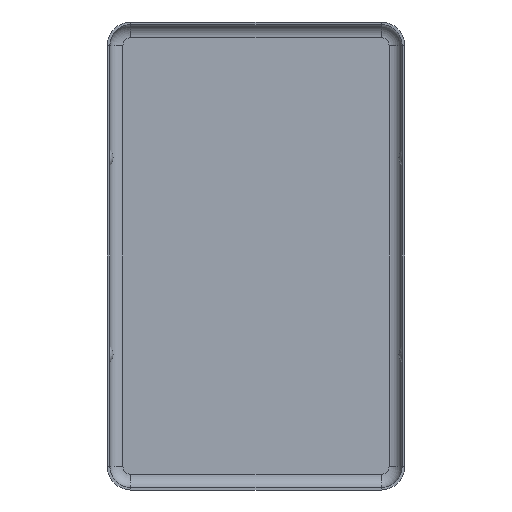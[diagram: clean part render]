
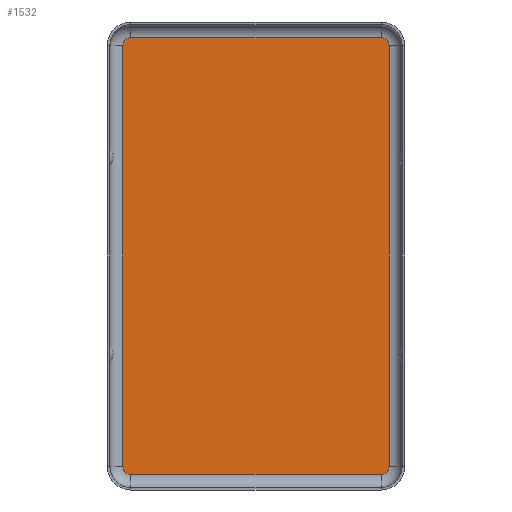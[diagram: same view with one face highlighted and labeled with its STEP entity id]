
A CAD part, front view. The second image highlights one B-rep face of the part: STEP entity #1532.
In plain terms, the highlighted planar face has unit normal (0, -1, 0).
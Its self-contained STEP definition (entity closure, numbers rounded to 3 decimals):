
#34 = CARTESIAN_POINT ( 'NONE',  ( 9.55, 0., 16.65 ) ) ;
#39 = CARTESIAN_POINT ( 'NONE',  ( -9.55, 0., 16.65 ) ) ;
#71 = EDGE_CURVE ( 'NONE', #1354, #1562, #256, .T. ) ;
#83 = LINE ( 'NONE', #1494, #710 ) ;
#88 = CIRCLE ( 'NONE', #1239, 0.6 ) ;
#94 = CARTESIAN_POINT ( 'NONE',  ( 9.55, 0., -16.05 ) ) ;
#112 = CARTESIAN_POINT ( 'NONE',  ( 9.55, 0., 16.65 ) ) ;
#115 = EDGE_CURVE ( 'NONE', #1230, #1582, #1241, .T. ) ;
#116 = LINE ( 'NONE', #112, #901 ) ;
#147 = CARTESIAN_POINT ( 'NONE',  ( -9.55, 0., 16.05 ) ) ;
#256 = CIRCLE ( 'NONE', #531, 0.6 ) ;
#257 = VERTEX_POINT ( 'NONE', #34 ) ;
#296 = VECTOR ( 'NONE', #931, 1000. ) ;
#297 = EDGE_CURVE ( 'NONE', #1582, #1167, #88, .T. ) ;
#301 = DIRECTION ( 'NONE',  ( 0., 0., -1. ) ) ;
#354 = DIRECTION ( 'NONE',  ( 0., 0., 1. ) ) ;
#360 = CARTESIAN_POINT ( 'NONE',  ( 9.55, 0., -16.65 ) ) ;
#373 = CARTESIAN_POINT ( 'NONE',  ( -10.15, 0., 16.05 ) ) ;
#376 = DIRECTION ( 'NONE',  ( 0., -1., 0. ) ) ;
#468 = DIRECTION ( 'NONE',  ( 0., 1., 0. ) ) ;
#492 = FACE_OUTER_BOUND ( 'NONE', #1448, .T. ) ;
#526 = CARTESIAN_POINT ( 'NONE',  ( 9.55, 0., -16.05 ) ) ;
#530 = DIRECTION ( 'NONE',  ( 0., 0., -1. ) ) ;
#531 = AXIS2_PLACEMENT_3D ( 'NONE', #147, #1270, #530 ) ;
#543 = AXIS2_PLACEMENT_3D ( 'NONE', #526, #1543, #1539 ) ;
#564 = VECTOR ( 'NONE', #1285, 1000. ) ;
#568 = EDGE_CURVE ( 'NONE', #1167, #1299, #886, .T. ) ;
#622 = EDGE_CURVE ( 'NONE', #850, #1299, #1566, .T. ) ;
#640 = CARTESIAN_POINT ( 'NONE',  ( 10.15, 0., 0. ) ) ;
#645 = CARTESIAN_POINT ( 'NONE',  ( 10.15, 0., -16.05 ) ) ;
#656 = AXIS2_PLACEMENT_3D ( 'NONE', #910, #913, #301 ) ;
#661 = PLANE ( 'NONE',  #543 ) ;
#710 = VECTOR ( 'NONE', #862, 1000. ) ;
#745 = CARTESIAN_POINT ( 'NONE',  ( -9.55, 0., -16.65 ) ) ;
#805 = ORIENTED_EDGE ( 'NONE', *, *, #297, .F. ) ;
#850 = VERTEX_POINT ( 'NONE', #1598 ) ;
#862 = DIRECTION ( 'NONE',  ( 0., 0., -1. ) ) ;
#872 = DIRECTION ( 'NONE',  ( 0., 0., 1. ) ) ;
#886 = LINE ( 'NONE', #909, #296 ) ;
#901 = VECTOR ( 'NONE', #1123, 1000. ) ;
#909 = CARTESIAN_POINT ( 'NONE',  ( 9.55, 0., -16.65 ) ) ;
#910 = CARTESIAN_POINT ( 'NONE',  ( 9.55, 0., 16.05 ) ) ;
#913 = DIRECTION ( 'NONE',  ( 0., -1., 0. ) ) ;
#931 = DIRECTION ( 'NONE',  ( -1., 0., 0. ) ) ;
#963 = EDGE_CURVE ( 'NONE', #1354, #850, #83, .T. ) ;
#997 = ORIENTED_EDGE ( 'NONE', *, *, #622, .T. ) ;
#1051 = ORIENTED_EDGE ( 'NONE', *, *, #115, .F. ) ;
#1088 = ORIENTED_EDGE ( 'NONE', *, *, #963, .T. ) ;
#1095 = CARTESIAN_POINT ( 'NONE',  ( 10.15, 0., 16.05 ) ) ;
#1123 = DIRECTION ( 'NONE',  ( -1., 0., 0. ) ) ;
#1156 = ORIENTED_EDGE ( 'NONE', *, *, #568, .F. ) ;
#1161 = ORIENTED_EDGE ( 'NONE', *, *, #71, .F. ) ;
#1167 = VERTEX_POINT ( 'NONE', #360 ) ;
#1230 = VERTEX_POINT ( 'NONE', #1095 ) ;
#1238 = EDGE_CURVE ( 'NONE', #257, #1562, #116, .T. ) ;
#1239 = AXIS2_PLACEMENT_3D ( 'NONE', #94, #468, #354 ) ;
#1241 = LINE ( 'NONE', #640, #564 ) ;
#1270 = DIRECTION ( 'NONE',  ( 0., 1., 0. ) ) ;
#1272 = CARTESIAN_POINT ( 'NONE',  ( -9.55, 0., -16.05 ) ) ;
#1285 = DIRECTION ( 'NONE',  ( 0., 0., -1. ) ) ;
#1299 = VERTEX_POINT ( 'NONE', #745 ) ;
#1321 = CIRCLE ( 'NONE', #656, 0.6 ) ;
#1354 = VERTEX_POINT ( 'NONE', #373 ) ;
#1448 = EDGE_LOOP ( 'NONE', ( #1156, #805, #1051, #1575, #1555, #1161, #1088, #997 ) ) ;
#1494 = CARTESIAN_POINT ( 'NONE',  ( -10.15, 0., 0. ) ) ;
#1512 = AXIS2_PLACEMENT_3D ( 'NONE', #1272, #376, #872 ) ;
#1524 = EDGE_CURVE ( 'NONE', #1230, #257, #1321, .T. ) ;
#1532 = ADVANCED_FACE ( 'NONE', ( #492 ), #661, .T. ) ;
#1539 = DIRECTION ( 'NONE',  ( 0., 0., -1. ) ) ;
#1543 = DIRECTION ( 'NONE',  ( 0., -1., 0. ) ) ;
#1555 = ORIENTED_EDGE ( 'NONE', *, *, #1238, .T. ) ;
#1562 = VERTEX_POINT ( 'NONE', #39 ) ;
#1566 = CIRCLE ( 'NONE', #1512, 0.6 ) ;
#1575 = ORIENTED_EDGE ( 'NONE', *, *, #1524, .T. ) ;
#1582 = VERTEX_POINT ( 'NONE', #645 ) ;
#1598 = CARTESIAN_POINT ( 'NONE',  ( -10.15, 0., -16.05 ) ) ;
